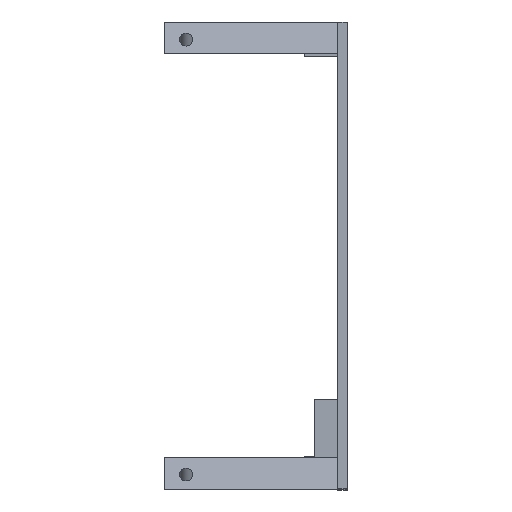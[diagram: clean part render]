
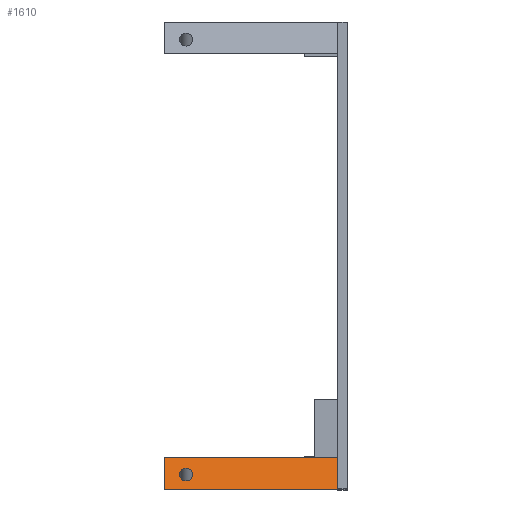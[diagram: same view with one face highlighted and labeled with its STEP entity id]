
A CAD part, top view. The second image highlights one B-rep face of the part: STEP entity #1610.
In plain terms, the highlighted planar face has unit normal (0, 0.259, 0.966).
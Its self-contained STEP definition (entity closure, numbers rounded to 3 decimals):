
#40 = VERTEX_POINT('',#41);
#41 = CARTESIAN_POINT('',(141.,0.,-13.331));
#47 = EDGE_CURVE('',#48,#40,#50,.T.);
#48 = VERTEX_POINT('',#49);
#49 = CARTESIAN_POINT('',(141.,6.568,-15.091));
#50 = LINE('',#51,#52);
#51 = CARTESIAN_POINT('',(141.,6.568,-15.091));
#52 = VECTOR('',#53,1.);
#53 = DIRECTION('',(0.,-0.966,0.259));
#1592 = VERTEX_POINT('',#1593);
#1593 = CARTESIAN_POINT('',(104.5,6.568,-15.091));
#1599 = EDGE_CURVE('',#48,#1592,#1600,.T.);
#1600 = LINE('',#1601,#1602);
#1601 = CARTESIAN_POINT('',(141.,6.568,-15.091));
#1602 = VECTOR('',#1603,1.);
#1603 = DIRECTION('',(-1.,0.,0.));
#1610 = ADVANCED_FACE('',(#1611,#1629),#1640,.T.);
#1611 = FACE_BOUND('',#1612,.T.);
#1612 = EDGE_LOOP('',(#1613,#1614,#1622,#1628));
#1613 = ORIENTED_EDGE('',*,*,#1599,.T.);
#1614 = ORIENTED_EDGE('',*,*,#1615,.T.);
#1615 = EDGE_CURVE('',#1592,#1616,#1618,.T.);
#1616 = VERTEX_POINT('',#1617);
#1617 = CARTESIAN_POINT('',(104.5,0.,-13.331));
#1618 = LINE('',#1619,#1620);
#1619 = CARTESIAN_POINT('',(104.5,6.568,-15.091));
#1620 = VECTOR('',#1621,1.);
#1621 = DIRECTION('',(0.,-0.966,0.259));
#1622 = ORIENTED_EDGE('',*,*,#1623,.F.);
#1623 = EDGE_CURVE('',#40,#1616,#1624,.T.);
#1624 = LINE('',#1625,#1626);
#1625 = CARTESIAN_POINT('',(141.,0.,-13.331));
#1626 = VECTOR('',#1627,1.);
#1627 = DIRECTION('',(-1.,0.,0.));
#1628 = ORIENTED_EDGE('',*,*,#47,.F.);
#1629 = FACE_BOUND('',#1630,.T.);
#1630 = EDGE_LOOP('',(#1631));
#1631 = ORIENTED_EDGE('',*,*,#1632,.F.);
#1632 = EDGE_CURVE('',#1633,#1633,#1635,.T.);
#1633 = VERTEX_POINT('',#1634);
#1634 = CARTESIAN_POINT('',(110.385,3.047,-14.147));
#1635 = CIRCLE('',#1636,1.385);
#1636 = AXIS2_PLACEMENT_3D('',#1637,#1638,#1639);
#1637 = CARTESIAN_POINT('',(109.,3.047,-14.147));
#1638 = DIRECTION('',(-0.,0.259,0.966));
#1639 = DIRECTION('',(1.,0.,0.));
#1640 = PLANE('',#1641);
#1641 = AXIS2_PLACEMENT_3D('',#1642,#1643,#1644);
#1642 = CARTESIAN_POINT('',(141.,6.568,-15.091));
#1643 = DIRECTION('',(0.,0.259,0.966));
#1644 = DIRECTION('',(0.,-0.966,0.259));
